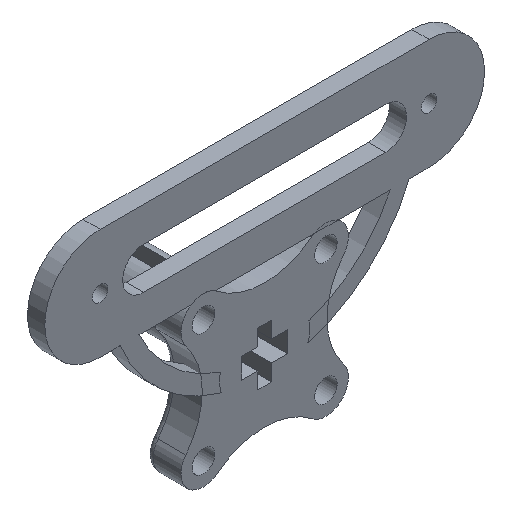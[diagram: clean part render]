
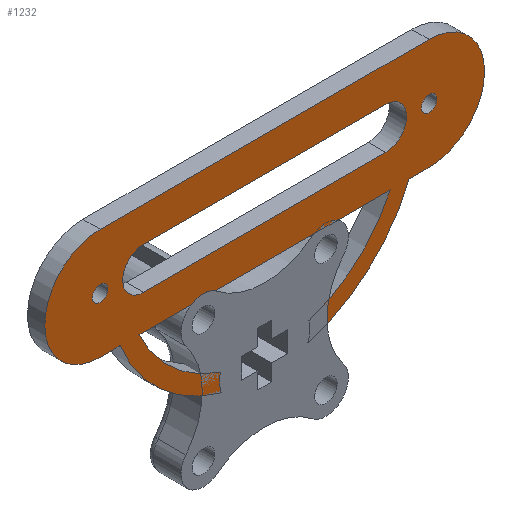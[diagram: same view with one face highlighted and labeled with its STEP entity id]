
A CAD part, isometric view. The second image highlights one B-rep face of the part: STEP entity #1232.
In plain terms, the highlighted planar face has unit normal (0, -1, 0).
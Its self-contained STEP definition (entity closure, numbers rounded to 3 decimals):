
#29=FACE_BOUND('',#429,.T.);
#30=FACE_BOUND('',#430,.T.);
#31=FACE_BOUND('',#431,.T.);
#60=PLANE('',#1386);
#129=LINE('',#2053,#228);
#134=LINE('',#2067,#233);
#139=LINE('',#2085,#238);
#145=LINE('',#2109,#244);
#149=LINE('',#2121,#248);
#153=LINE('',#2133,#252);
#159=LINE('',#2156,#258);
#228=VECTOR('',#1653,10.);
#233=VECTOR('',#1666,10.);
#238=VECTOR('',#1685,10.);
#244=VECTOR('',#1711,10.);
#248=VECTOR('',#1723,10.);
#252=VECTOR('',#1735,10.);
#258=VECTOR('',#1761,10.);
#351=FACE_OUTER_BOUND('',#428,.T.);
#428=EDGE_LOOP('',(#1119,#1120,#1121,#1122,#1123,#1124,#1125,#1126,#1127,
#1128,#1129,#1130,#1131,#1132));
#429=EDGE_LOOP('',(#1133,#1134,#1135,#1136));
#430=EDGE_LOOP('',(#1137));
#431=EDGE_LOOP('',(#1138));
#485=CIRCLE('',#1342,2.25);
#487=CIRCLE('',#1345,2.25);
#488=CIRCLE('',#1348,6.);
#490=CIRCLE('',#1352,6.);
#492=CIRCLE('',#1355,6.5);
#494=CIRCLE('',#1359,40.);
#496=CIRCLE('',#1362,13.);
#498=CIRCLE('',#1365,45.);
#500=CIRCLE('',#1369,16.);
#502=CIRCLE('',#1373,16.);
#504=CIRCLE('',#1377,45.);
#506=CIRCLE('',#1380,13.);
#508=CIRCLE('',#1383,40.);
#589=VERTEX_POINT('',#2041);
#591=VERTEX_POINT('',#2047);
#592=VERTEX_POINT('',#2051);
#593=VERTEX_POINT('',#2052);
#596=VERTEX_POINT('',#2060);
#598=VERTEX_POINT('',#2066);
#600=VERTEX_POINT('',#2075);
#601=VERTEX_POINT('',#2076);
#604=VERTEX_POINT('',#2084);
#606=VERTEX_POINT('',#2090);
#608=VERTEX_POINT('',#2096);
#610=VERTEX_POINT('',#2102);
#612=VERTEX_POINT('',#2108);
#614=VERTEX_POINT('',#2114);
#616=VERTEX_POINT('',#2120);
#618=VERTEX_POINT('',#2126);
#620=VERTEX_POINT('',#2132);
#622=VERTEX_POINT('',#2138);
#624=VERTEX_POINT('',#2144);
#626=VERTEX_POINT('',#2150);
#747=EDGE_CURVE('',#589,#589,#485,.T.);
#750=EDGE_CURVE('',#591,#591,#487,.T.);
#751=EDGE_CURVE('',#592,#593,#129,.T.);
#755=EDGE_CURVE('',#593,#596,#488,.T.);
#758=EDGE_CURVE('',#596,#598,#134,.T.);
#761=EDGE_CURVE('',#598,#592,#490,.T.);
#763=EDGE_CURVE('',#600,#601,#492,.T.);
#767=EDGE_CURVE('',#600,#604,#139,.T.);
#770=EDGE_CURVE('',#606,#604,#494,.T.);
#773=EDGE_CURVE('',#608,#606,#496,.T.);
#776=EDGE_CURVE('',#608,#610,#498,.T.);
#779=EDGE_CURVE('',#610,#612,#145,.T.);
#782=EDGE_CURVE('',#612,#614,#500,.T.);
#785=EDGE_CURVE('',#614,#616,#149,.T.);
#788=EDGE_CURVE('',#616,#618,#502,.T.);
#791=EDGE_CURVE('',#618,#620,#153,.T.);
#794=EDGE_CURVE('',#620,#622,#504,.T.);
#797=EDGE_CURVE('',#624,#622,#506,.T.);
#800=EDGE_CURVE('',#626,#624,#508,.T.);
#803=EDGE_CURVE('',#626,#601,#159,.T.);
#1119=ORIENTED_EDGE('',*,*,#803,.T.);
#1120=ORIENTED_EDGE('',*,*,#763,.F.);
#1121=ORIENTED_EDGE('',*,*,#767,.T.);
#1122=ORIENTED_EDGE('',*,*,#770,.F.);
#1123=ORIENTED_EDGE('',*,*,#773,.F.);
#1124=ORIENTED_EDGE('',*,*,#776,.T.);
#1125=ORIENTED_EDGE('',*,*,#779,.T.);
#1126=ORIENTED_EDGE('',*,*,#782,.T.);
#1127=ORIENTED_EDGE('',*,*,#785,.T.);
#1128=ORIENTED_EDGE('',*,*,#788,.T.);
#1129=ORIENTED_EDGE('',*,*,#791,.T.);
#1130=ORIENTED_EDGE('',*,*,#794,.T.);
#1131=ORIENTED_EDGE('',*,*,#797,.F.);
#1132=ORIENTED_EDGE('',*,*,#800,.F.);
#1133=ORIENTED_EDGE('',*,*,#761,.T.);
#1134=ORIENTED_EDGE('',*,*,#751,.T.);
#1135=ORIENTED_EDGE('',*,*,#755,.T.);
#1136=ORIENTED_EDGE('',*,*,#758,.T.);
#1137=ORIENTED_EDGE('',*,*,#750,.T.);
#1138=ORIENTED_EDGE('',*,*,#747,.T.);
#1232=ADVANCED_FACE('',(#351,#29,#30,#31),#60,.T.);
#1342=AXIS2_PLACEMENT_3D('',#2043,#1642,#1643);
#1345=AXIS2_PLACEMENT_3D('',#2049,#1649,#1650);
#1348=AXIS2_PLACEMENT_3D('',#2061,#1659,#1660);
#1352=AXIS2_PLACEMENT_3D('',#2072,#1671,#1672);
#1355=AXIS2_PLACEMENT_3D('',#2077,#1677,#1678);
#1359=AXIS2_PLACEMENT_3D('',#2091,#1690,#1691);
#1362=AXIS2_PLACEMENT_3D('',#2097,#1697,#1698);
#1365=AXIS2_PLACEMENT_3D('',#2103,#1704,#1705);
#1369=AXIS2_PLACEMENT_3D('',#2115,#1716,#1717);
#1373=AXIS2_PLACEMENT_3D('',#2127,#1728,#1729);
#1377=AXIS2_PLACEMENT_3D('',#2139,#1740,#1741);
#1380=AXIS2_PLACEMENT_3D('',#2145,#1747,#1748);
#1383=AXIS2_PLACEMENT_3D('',#2151,#1754,#1755);
#1386=AXIS2_PLACEMENT_3D('',#2158,#1763,#1764);
#1642=DIRECTION('center_axis',(0.,1.,0.));
#1643=DIRECTION('ref_axis',(1.,0.,0.));
#1649=DIRECTION('center_axis',(0.,1.,0.));
#1650=DIRECTION('ref_axis',(1.,0.,0.));
#1653=DIRECTION('',(1.,0.,0.));
#1659=DIRECTION('center_axis',(0.,1.,0.));
#1660=DIRECTION('ref_axis',(0.,0.,-1.));
#1666=DIRECTION('',(-1.,0.,0.));
#1671=DIRECTION('center_axis',(0.,1.,0.));
#1672=DIRECTION('ref_axis',(0.,0.,1.));
#1677=DIRECTION('center_axis',(0.,-1.,0.));
#1678=DIRECTION('ref_axis',(0.621,0.,0.784));
#1685=DIRECTION('',(1.,0.,0.));
#1690=DIRECTION('center_axis',(0.,-1.,0.));
#1691=DIRECTION('ref_axis',(0.321,0.,-0.947));
#1697=DIRECTION('center_axis',(0.,-1.,0.));
#1698=DIRECTION('ref_axis',(0.969,0.,-0.246));
#1704=DIRECTION('center_axis',(0.,-1.,0.));
#1705=DIRECTION('ref_axis',(0.28,0.,-0.96));
#1711=DIRECTION('',(1.,0.,0.));
#1716=DIRECTION('center_axis',(0.,-1.,0.));
#1717=DIRECTION('ref_axis',(0.,0.,-1.));
#1723=DIRECTION('',(-1.,0.,0.));
#1728=DIRECTION('center_axis',(0.,-1.,0.));
#1729=DIRECTION('ref_axis',(0.,0.,1.));
#1735=DIRECTION('',(1.,0.,0.));
#1740=DIRECTION('center_axis',(0.,-1.,0.));
#1741=DIRECTION('ref_axis',(-0.927,0.,-0.374));
#1747=DIRECTION('center_axis',(0.,-1.,0.));
#1748=DIRECTION('ref_axis',(-0.987,0.,0.162));
#1754=DIRECTION('center_axis',(0.,-1.,0.));
#1755=DIRECTION('ref_axis',(-0.907,0.,-0.421));
#1761=DIRECTION('',(1.,0.,0.));
#1763=DIRECTION('center_axis',(0.,-1.,0.));
#1764=DIRECTION('ref_axis',(1.,0.,0.));
#2041=CARTESIAN_POINT('',(45.25,0.,39.178));
#2043=CARTESIAN_POINT('Origin',(47.5,0.,39.178));
#2047=CARTESIAN_POINT('',(-49.75,0.,39.178));
#2049=CARTESIAN_POINT('Origin',(-47.5,0.,39.178));
#2051=CARTESIAN_POINT('',(-35.,0.,45.178));
#2052=CARTESIAN_POINT('',(35.,0.,45.178));
#2053=CARTESIAN_POINT('',(35.,0.,45.178));
#2060=CARTESIAN_POINT('',(35.,0.,33.178));
#2061=CARTESIAN_POINT('Origin',(35.,0.,39.178));
#2066=CARTESIAN_POINT('',(-35.,0.,33.178));
#2067=CARTESIAN_POINT('',(-35.,0.,33.178));
#2072=CARTESIAN_POINT('Origin',(-35.,0.,39.178));
#2075=CARTESIAN_POINT('',(-14.214,0.,23.178));
#2076=CARTESIAN_POINT('',(-21.142,0.,23.178));
#2077=CARTESIAN_POINT('Origin',(-17.678,0.,17.678));
#2084=CARTESIAN_POINT('',(36.288,0.,23.178));
#2085=CARTESIAN_POINT('',(-36.293,0.,23.178));
#2090=CARTESIAN_POINT('',(12.827,0.,2.113));
#2091=CARTESIAN_POINT('Origin',(-0.003,0.,40.));
#2096=CARTESIAN_POINT('',(12.6,0.,-3.199));
#2097=CARTESIAN_POINT('Origin',(0.,0.,0.));
#2102=CARTESIAN_POINT('',(41.735,0.,23.178));
#2103=CARTESIAN_POINT('Origin',(-0.003,0.,40.));
#2108=CARTESIAN_POINT('',(47.495,0.,23.178));
#2109=CARTESIAN_POINT('',(41.735,0.,23.178));
#2114=CARTESIAN_POINT('',(47.5,0.,55.178));
#2115=CARTESIAN_POINT('Origin',(47.5,0.,39.178));
#2120=CARTESIAN_POINT('',(-47.5,0.,55.178));
#2121=CARTESIAN_POINT('',(47.5,0.,55.178));
#2126=CARTESIAN_POINT('',(-47.5,0.,23.178));
#2127=CARTESIAN_POINT('Origin',(-47.5,0.,39.178));
#2132=CARTESIAN_POINT('',(-41.74,0.,23.178));
#2133=CARTESIAN_POINT('',(-47.5,0.,23.178));
#2138=CARTESIAN_POINT('',(-12.6,0.,-3.201));
#2139=CARTESIAN_POINT('Origin',(-0.003,0.,40.));
#2144=CARTESIAN_POINT('',(-12.827,0.,2.112));
#2145=CARTESIAN_POINT('Origin',(0.,0.,0.));
#2150=CARTESIAN_POINT('',(-36.293,0.,23.178));
#2151=CARTESIAN_POINT('Origin',(-0.003,0.,40.));
#2156=CARTESIAN_POINT('',(-36.293,0.,23.178));
#2158=CARTESIAN_POINT('Origin',(0.,0.,25.988));
